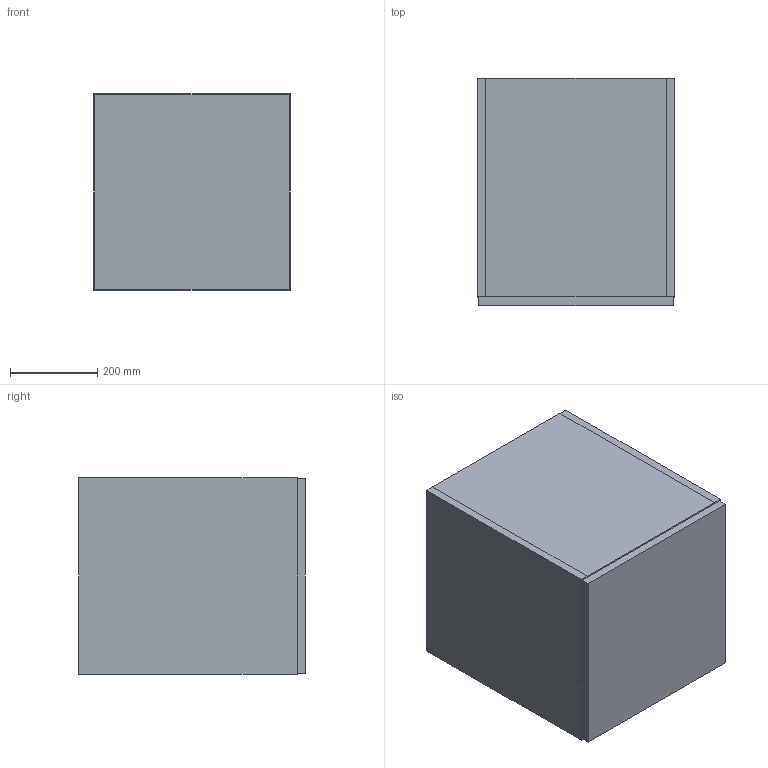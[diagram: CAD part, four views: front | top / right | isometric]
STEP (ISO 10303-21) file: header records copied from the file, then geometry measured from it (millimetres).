
FILE_DESCRIPTION(/* description */ (''),/* implementation_level */ '2;1');
FILE_NAME(/* name */ '3D_500-0133-XX_Maxi_Set_links_Typ_B_KB.sat.ipt.stp',/* time_stamp */ '2024-01-31T08:40:51+01:00',/* author */ (''),/* organization */ (''),/* preprocessor_version */ 'ST-DEVELOPER v18.1',/* originating_system */ 'Autodesk Inventor 2021',/* authorisation */ '');
FILE_SCHEMA (('CONFIG_CONTROL_DESIGN'));
Products named in the file (1): 3D_500-0133-XX_Maxi_Set_links_Typ_B_KB.sat
Bounding box: 450 x 519 x 450 mm (x, y, z)
Volume: 20959143.5 mm3; surface area: 2779533.6 mm2
Topology: 6 solids, 2349 shells, 2450 faces, 10872 edges, 10752 vertices
Faces by surface type: plane 1108, cylinder 685, bspline 657
Entity records: 203124 total; most frequent: CARTESIAN_POINT 115457, DIRECTION 16884, ORIENTED_EDGE 11028, EDGE_CURVE 10842, VERTEX_POINT 10752, LINE 6966, VECTOR 6966, AXIS2_PLACEMENT_3D 4959
